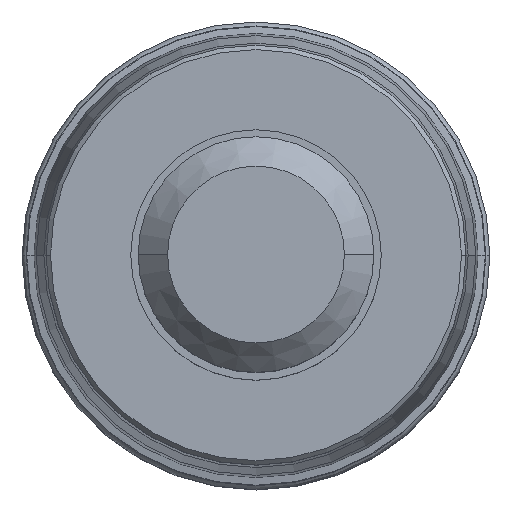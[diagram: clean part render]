
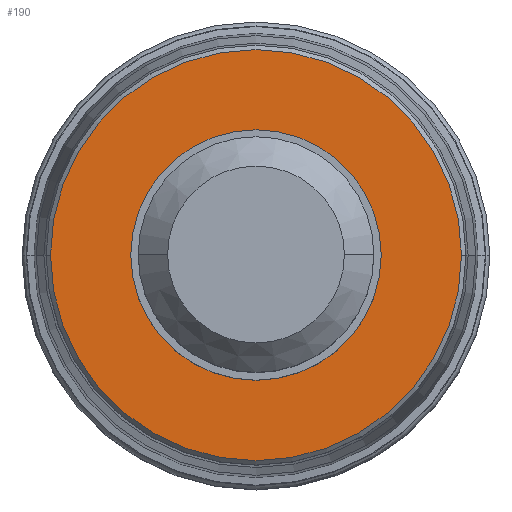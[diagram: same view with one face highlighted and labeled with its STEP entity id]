
A CAD part, top view. The second image highlights one B-rep face of the part: STEP entity #190.
In plain terms, the highlighted planar face has unit normal (0, 0, 1).
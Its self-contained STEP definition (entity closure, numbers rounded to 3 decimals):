
#28=PLANE('',#1609);
#33=FACE_BOUND('',#377,.T.);
#34=FACE_BOUND('',#378,.T.);
#190=ADVANCED_FACE('',(#33,#34),#28,.F.);
#377=EDGE_LOOP('',(#637,#638,#639,#640));
#378=EDGE_LOOP('',(#641,#642));
#637=ORIENTED_EDGE('',*,*,#1021,.T.);
#638=ORIENTED_EDGE('',*,*,#1025,.T.);
#639=ORIENTED_EDGE('',*,*,#1024,.T.);
#640=ORIENTED_EDGE('',*,*,#1022,.T.);
#641=ORIENTED_EDGE('',*,*,#1026,.T.);
#642=ORIENTED_EDGE('',*,*,#1027,.T.);
#860=VERTEX_POINT('',#3426);
#861=VERTEX_POINT('',#3428);
#862=VERTEX_POINT('',#3430);
#863=VERTEX_POINT('',#3434);
#864=VERTEX_POINT('',#3438);
#865=VERTEX_POINT('',#3439);
#1021=EDGE_CURVE('',#861,#860,#1233,.T.);
#1022=EDGE_CURVE('',#862,#861,#1234,.T.);
#1024=EDGE_CURVE('',#863,#862,#1235,.T.);
#1025=EDGE_CURVE('',#860,#863,#1236,.T.);
#1026=EDGE_CURVE('',#864,#865,#1237,.T.);
#1027=EDGE_CURVE('',#865,#864,#1238,.T.);
#1233=CIRCLE('',#1601,13.95);
#1234=CIRCLE('',#1602,13.95);
#1235=CIRCLE('',#1604,13.95);
#1236=CIRCLE('',#1605,13.95);
#1237=CIRCLE('',#1607,8.5);
#1238=CIRCLE('',#1608,8.5);
#1601=AXIS2_PLACEMENT_3D('',#3427,#1953,#1954);
#1602=AXIS2_PLACEMENT_3D('',#3429,#1955,#1956);
#1604=AXIS2_PLACEMENT_3D('',#3433,#1960,#1961);
#1605=AXIS2_PLACEMENT_3D('',#3435,#1962,#1963);
#1607=AXIS2_PLACEMENT_3D('',#3437,#1966,#1967);
#1608=AXIS2_PLACEMENT_3D('',#3440,#1968,#1969);
#1609=AXIS2_PLACEMENT_3D('',#3441,#1970,#1971);
#1953=DIRECTION('',(0.,0.,1.));
#1954=DIRECTION('',(0.,1.,0.));
#1955=DIRECTION('',(0.,0.,1.));
#1956=DIRECTION('',(1.,0.,0.));
#1960=DIRECTION('',(0.,0.,1.));
#1961=DIRECTION('',(0.,-1.,0.));
#1962=DIRECTION('',(0.,0.,1.));
#1963=DIRECTION('',(-1.,0.,0.));
#1966=DIRECTION('',(0.,0.,-1.));
#1967=DIRECTION('',(-1.,0.,0.));
#1968=DIRECTION('',(0.,0.,-1.));
#1969=DIRECTION('',(1.,0.,0.));
#1970=DIRECTION('',(0.,0.,-1.));
#1971=DIRECTION('',(1.,0.,0.));
#3426=CARTESIAN_POINT('',(-13.95,0.,0.));
#3427=CARTESIAN_POINT('',(0.,0.,0.));
#3428=CARTESIAN_POINT('',(0.,13.95,0.));
#3429=CARTESIAN_POINT('',(0.,0.,0.));
#3430=CARTESIAN_POINT('',(13.95,0.,0.));
#3433=CARTESIAN_POINT('',(0.,0.,0.));
#3434=CARTESIAN_POINT('',(0.,-13.95,0.));
#3435=CARTESIAN_POINT('',(0.,0.,0.));
#3437=CARTESIAN_POINT('',(0.,0.,0.));
#3438=CARTESIAN_POINT('',(-8.5,0.,0.));
#3439=CARTESIAN_POINT('',(8.5,0.,0.));
#3440=CARTESIAN_POINT('',(0.,0.,0.));
#3441=CARTESIAN_POINT('',(0.,0.,0.));
